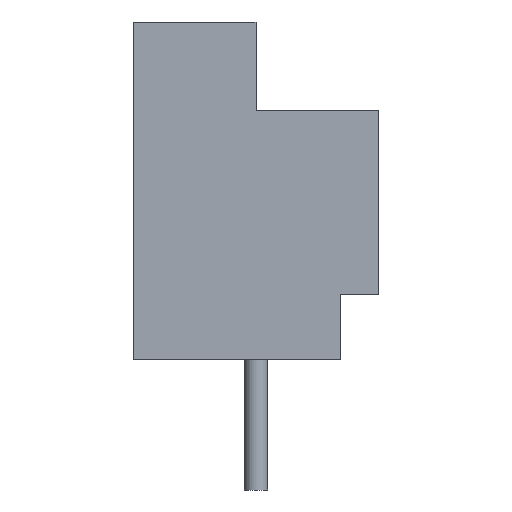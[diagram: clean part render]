
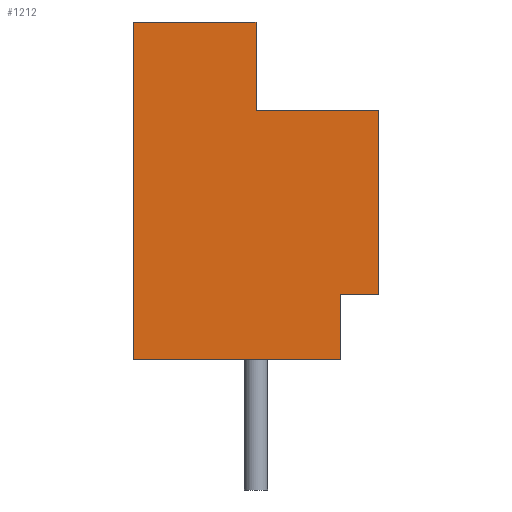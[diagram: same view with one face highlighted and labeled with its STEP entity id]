
A CAD part, left-side view. The second image highlights one B-rep face of the part: STEP entity #1212.
In plain terms, the highlighted planar face has unit normal (-1, 0, 0).
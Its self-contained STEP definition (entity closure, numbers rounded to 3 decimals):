
#41=PLANE('',#1331);
#114=FACE_OUTER_BOUND('',#203,.T.);
#203=EDGE_LOOP('',(#937,#938,#939,#940,#941,#942,#943,#944));
#289=LINE('',#1867,#419);
#298=LINE('',#1887,#428);
#307=LINE('',#1907,#437);
#309=LINE('',#1911,#439);
#310=LINE('',#1912,#440);
#311=LINE('',#1914,#441);
#312=LINE('',#1915,#442);
#313=LINE('',#1916,#443);
#419=VECTOR('',#1526,1000.);
#428=VECTOR('',#1539,1000.);
#437=VECTOR('',#1552,1000.);
#439=VECTOR('',#1556,1000.);
#440=VECTOR('',#1557,1000.);
#441=VECTOR('',#1558,1000.);
#442=VECTOR('',#1559,1000.);
#443=VECTOR('',#1560,1000.);
#595=VERTEX_POINT('',#1864);
#596=VERTEX_POINT('',#1866);
#604=VERTEX_POINT('',#1884);
#605=VERTEX_POINT('',#1886);
#613=VERTEX_POINT('',#1904);
#614=VERTEX_POINT('',#1906);
#615=VERTEX_POINT('',#1910);
#616=VERTEX_POINT('',#1913);
#721=EDGE_CURVE('',#595,#596,#289,.T.);
#730=EDGE_CURVE('',#605,#604,#298,.T.);
#739=EDGE_CURVE('',#613,#614,#307,.T.);
#741=EDGE_CURVE('',#615,#595,#309,.T.);
#742=EDGE_CURVE('',#615,#614,#310,.T.);
#743=EDGE_CURVE('',#613,#616,#311,.T.);
#744=EDGE_CURVE('',#616,#605,#312,.T.);
#745=EDGE_CURVE('',#604,#596,#313,.T.);
#937=ORIENTED_EDGE('',*,*,#741,.F.);
#938=ORIENTED_EDGE('',*,*,#742,.T.);
#939=ORIENTED_EDGE('',*,*,#739,.F.);
#940=ORIENTED_EDGE('',*,*,#743,.T.);
#941=ORIENTED_EDGE('',*,*,#744,.T.);
#942=ORIENTED_EDGE('',*,*,#730,.T.);
#943=ORIENTED_EDGE('',*,*,#745,.T.);
#944=ORIENTED_EDGE('',*,*,#721,.F.);
#1212=ADVANCED_FACE('',(#114),#41,.F.);
#1331=AXIS2_PLACEMENT_3D('',#1909,#1554,#1555);
#1526=DIRECTION('',(0.,1.,0.));
#1539=DIRECTION('',(0.,1.,0.));
#1552=DIRECTION('',(0.,0.,-1.));
#1554=DIRECTION('center_axis',(1.,0.,0.));
#1555=DIRECTION('ref_axis',(0.,0.,1.));
#1556=DIRECTION('',(0.,0.,-1.));
#1557=DIRECTION('',(0.,-1.,0.));
#1558=DIRECTION('',(0.,1.,0.));
#1559=DIRECTION('',(0.,0.,1.));
#1560=DIRECTION('',(0.,0.,-1.));
#1864=CARTESIAN_POINT('',(-11.25,-2.2,0.));
#1866=CARTESIAN_POINT('',(-11.25,3.2,0.));
#1867=CARTESIAN_POINT('',(-11.25,-3.2,0.));
#1884=CARTESIAN_POINT('',(-11.25,3.2,8.8));
#1886=CARTESIAN_POINT('',(-11.25,0.,8.8));
#1887=CARTESIAN_POINT('',(-11.25,-3.2,8.8));
#1904=CARTESIAN_POINT('',(-11.25,-3.2,6.5));
#1906=CARTESIAN_POINT('',(-11.25,-3.2,1.7));
#1907=CARTESIAN_POINT('',(-11.25,-3.2,8.8));
#1909=CARTESIAN_POINT('Origin',(-11.25,-3.2,8.8));
#1910=CARTESIAN_POINT('',(-11.25,-2.2,1.7));
#1911=CARTESIAN_POINT('',(-11.25,-2.2,1.7));
#1912=CARTESIAN_POINT('',(-11.25,-2.2,1.7));
#1913=CARTESIAN_POINT('',(-11.25,0.,6.5));
#1914=CARTESIAN_POINT('',(-11.25,-3.2,6.5));
#1915=CARTESIAN_POINT('',(-11.25,0.,8.8));
#1916=CARTESIAN_POINT('',(-11.25,3.2,8.8));
